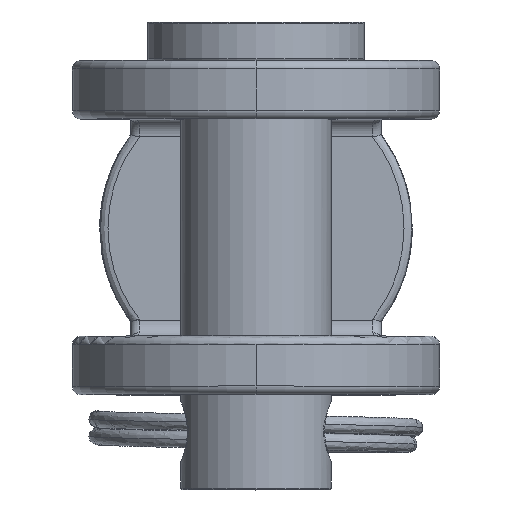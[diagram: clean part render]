
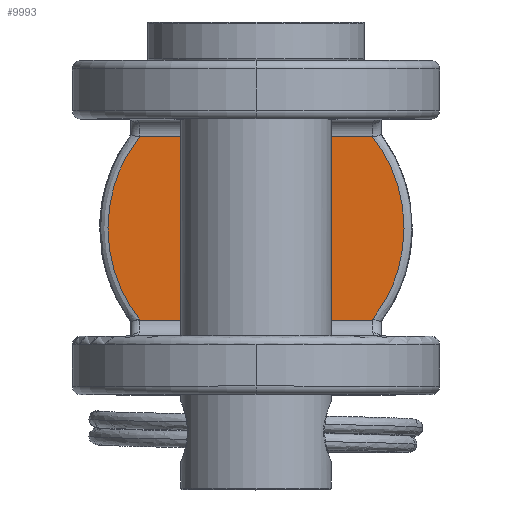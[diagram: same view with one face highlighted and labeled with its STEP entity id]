
A CAD part, top view. The second image highlights one B-rep face of the part: STEP entity #9993.
In plain terms, the highlighted planar face has unit normal (0, 0, 1).
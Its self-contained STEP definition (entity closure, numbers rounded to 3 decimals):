
#254 = CARTESIAN_POINT ( 'NONE',  ( -8.862, -9.492, 0. ) ) ;
#320 = CARTESIAN_POINT ( 'NONE',  ( -7.259, -15.109, 0. ) ) ;
#448 = CARTESIAN_POINT ( 'NONE',  ( -8.646, -11.961, 0. ) ) ;
#1185 = FACE_OUTER_BOUND ( 'NONE', #5242, .T. ) ;
#1257 = CARTESIAN_POINT ( 'NONE',  ( 8.646, -8.039, 0. ) ) ;
#1397 = CARTESIAN_POINT ( 'NONE',  ( 8.655, -11.968, 0. ) ) ;
#1532 = CARTESIAN_POINT ( 'NONE',  ( 8.042, -13.857, 0. ) ) ;
#1766 = CARTESIAN_POINT ( 'NONE',  ( -8.698, -11.717, 0. ) ) ;
#2840 = CARTESIAN_POINT ( 'NONE',  ( 8.533, -12.446, 0. ) ) ;
#3405 = CARTESIAN_POINT ( 'NONE',  ( -6.949, -4.5, 0. ) ) ;
#3578 = VERTEX_POINT ( 'NONE', #5216 ) ;
#3987 = AXIS2_PLACEMENT_3D ( 'NONE', #8099, #18963, #11085 ) ;
#4219 = CARTESIAN_POINT ( 'NONE',  ( -6.949, -15.5, 0. ) ) ;
#4338 = DIRECTION ( 'NONE',  ( -1., 0., 0. ) ) ;
#4417 = CARTESIAN_POINT ( 'NONE',  ( 8.862, -10.508, 0. ) ) ;
#4559 = CARTESIAN_POINT ( 'NONE',  ( 8.011, -6.176, 0. ) ) ;
#4621 = CARTESIAN_POINT ( 'NONE',  ( 8.21, -6.626, 0. ) ) ;
#4804 = CARTESIAN_POINT ( 'NONE',  ( 6.949, -15.5, 0. ) ) ;
#4941 = PLANE ( 'NONE',  #3987 ) ;
#5070 = ORIENTED_EDGE ( 'NONE', *, *, #12214, .T. ) ;
#5201 = CARTESIAN_POINT ( 'NONE',  ( -8.822, -10.982, 0. ) ) ;
#5216 = CARTESIAN_POINT ( 'NONE',  ( 6.95, -4.5, 0. ) ) ;
#5242 = EDGE_LOOP ( 'NONE', ( #5070, #16301, #14517, #11411 ) ) ;
#5724 = B_SPLINE_CURVE_WITH_KNOTS ( 'NONE', 3,
 ( #3405, #17633, #14563, #9895, #9700, #14630, #254, #16156, #5201, #1766, #448, #12860, #6711, #17770, #14366, #19212, #320, #11349 ),
 .UNSPECIFIED., .F., .F.,
 ( 4, 2, 2, 2, 2, 2, 2, 2, 4 ),
 ( 0., 0.003, 0.004, 0.006, 0.007, 0.008, 0.009, 0.01, 0.012 ),
 .UNSPECIFIED. ) ;
#5921 = CARTESIAN_POINT ( 'NONE',  ( 7.535, -5.309, 0. ) ) ;
#6711 = CARTESIAN_POINT ( 'NONE',  ( -8.452, -12.677, 0. ) ) ;
#7307 = VERTEX_POINT ( 'NONE', #4219 ) ;
#7334 = EDGE_CURVE ( 'NONE', #8971, #3578, #7736, .T. ) ;
#7736 = B_SPLINE_CURVE_WITH_KNOTS ( 'NONE', 3,
 ( #18780, #20147, #1532, #2840, #1397, #12547, #4417, #13917, #10911, #18711, #1257, #18857, #14049, #4621, #4559, #5921, #17254, #13850 ),
 .UNSPECIFIED., .F., .F.,
 ( 4, 2, 2, 2, 2, 2, 2, 2, 4 ),
 ( 0., 0.003, 0.004, 0.006, 0.007, 0.008, 0.009, 0.01, 0.012 ),
 .UNSPECIFIED. ) ;
#7811 = LINE ( 'NONE', #18187, #8801 ) ;
#8099 = CARTESIAN_POINT ( 'NONE',  ( 0., 0., 0. ) ) ;
#8801 = VECTOR ( 'NONE', #13611, 1000. ) ;
#8971 = VERTEX_POINT ( 'NONE', #4804 ) ;
#9700 = CARTESIAN_POINT ( 'NONE',  ( -8.655, -8.032, 0. ) ) ;
#9895 = CARTESIAN_POINT ( 'NONE',  ( -8.533, -7.554, 0. ) ) ;
#9993 = ADVANCED_FACE ( 'NONE', ( #1185 ), #4941, .F. ) ;
#10417 = CARTESIAN_POINT ( 'NONE',  ( -7.5, -4.5, 0. ) ) ;
#10911 = CARTESIAN_POINT ( 'NONE',  ( 8.822, -9.018, 0. ) ) ;
#11085 = DIRECTION ( 'NONE',  ( -1., 0., 0. ) ) ;
#11349 = CARTESIAN_POINT ( 'NONE',  ( -6.949, -15.5, 0. ) ) ;
#11411 = ORIENTED_EDGE ( 'NONE', *, *, #13785, .T. ) ;
#11562 = CARTESIAN_POINT ( 'NONE',  ( -6.949, -4.5, 0. ) ) ;
#12214 = EDGE_CURVE ( 'NONE', #7307, #8971, #7811, .T. ) ;
#12547 = CARTESIAN_POINT ( 'NONE',  ( 8.82, -10.999, 0. ) ) ;
#12860 = CARTESIAN_POINT ( 'NONE',  ( -8.523, -12.441, 0. ) ) ;
#13154 = VECTOR ( 'NONE', #4338, 1000. ) ;
#13611 = DIRECTION ( 'NONE',  ( 1., 0., 0. ) ) ;
#13785 = EDGE_CURVE ( 'NONE', #15483, #7307, #5724, .T. ) ;
#13850 = CARTESIAN_POINT ( 'NONE',  ( 6.95, -4.5, 0. ) ) ;
#13917 = CARTESIAN_POINT ( 'NONE',  ( 8.863, -9.512, 0. ) ) ;
#14049 = CARTESIAN_POINT ( 'NONE',  ( 8.452, -7.323, 0. ) ) ;
#14366 = CARTESIAN_POINT ( 'NONE',  ( -8.011, -13.824, 0. ) ) ;
#14437 = EDGE_CURVE ( 'NONE', #3578, #15483, #16891, .T. ) ;
#14517 = ORIENTED_EDGE ( 'NONE', *, *, #14437, .T. ) ;
#14563 = CARTESIAN_POINT ( 'NONE',  ( -8.042, -6.143, 0. ) ) ;
#14630 = CARTESIAN_POINT ( 'NONE',  ( -8.82, -9.001, 0. ) ) ;
#15483 = VERTEX_POINT ( 'NONE', #11562 ) ;
#16156 = CARTESIAN_POINT ( 'NONE',  ( -8.863, -10.488, 0. ) ) ;
#16301 = ORIENTED_EDGE ( 'NONE', *, *, #7334, .T. ) ;
#16891 = LINE ( 'NONE', #10417, #13154 ) ;
#17254 = CARTESIAN_POINT ( 'NONE',  ( 7.259, -4.891, 0. ) ) ;
#17633 = CARTESIAN_POINT ( 'NONE',  ( -7.567, -5.281, 0. ) ) ;
#17770 = CARTESIAN_POINT ( 'NONE',  ( -8.21, -13.374, 0. ) ) ;
#18187 = CARTESIAN_POINT ( 'NONE',  ( 7.5, -15.5, 0. ) ) ;
#18711 = CARTESIAN_POINT ( 'NONE',  ( 8.698, -8.283, 0. ) ) ;
#18780 = CARTESIAN_POINT ( 'NONE',  ( 6.949, -15.5, 0. ) ) ;
#18857 = CARTESIAN_POINT ( 'NONE',  ( 8.523, -7.559, 0. ) ) ;
#18963 = DIRECTION ( 'NONE',  ( 0., 0., -1. ) ) ;
#19212 = CARTESIAN_POINT ( 'NONE',  ( -7.535, -14.691, 0. ) ) ;
#20147 = CARTESIAN_POINT ( 'NONE',  ( 7.567, -14.719, 0. ) ) ;
